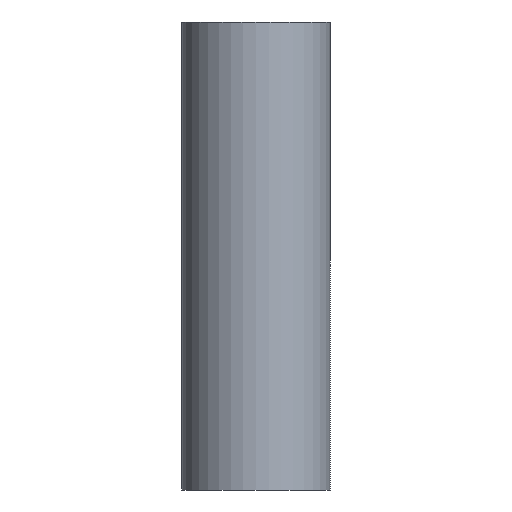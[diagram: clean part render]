
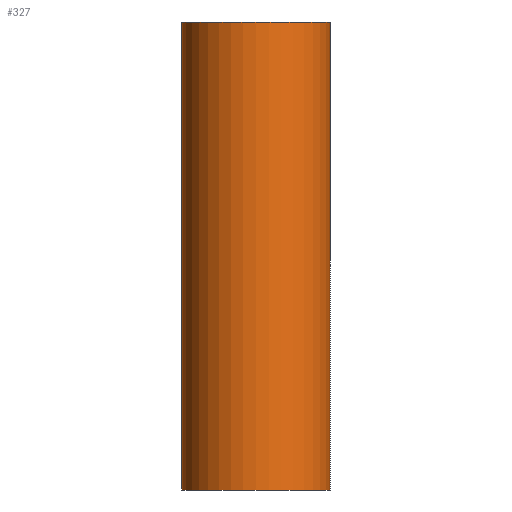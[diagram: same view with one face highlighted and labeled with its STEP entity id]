
A CAD part, left-side view. The second image highlights one B-rep face of the part: STEP entity #327.
In plain terms, the highlighted cylindrical face has radius 17.5 mm (diameter 35 mm), a full revolution.
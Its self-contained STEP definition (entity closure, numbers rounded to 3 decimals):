
#210=CARTESIAN_POINT('',(0.0,0.0,-110.0));
#211=DIRECTION('',(0.0,0.0,1.0));
#212=DIRECTION('',(-1.0,0.0,0.0));
#213=AXIS2_PLACEMENT_3D('',#210,#211,#212);
#214=CYLINDRICAL_SURFACE('',#213,17.5);
#215=CARTESIAN_POINT('',(17.5,0.,-110.0));
#216=VERTEX_POINT('',#215);
#217=CARTESIAN_POINT('',(0.0,0.0,-110.0));
#218=DIRECTION('',(0.0,0.0,-1.0));
#219=DIRECTION('',(-1.0,0.0,0.0));
#220=AXIS2_PLACEMENT_3D('',#217,#218,#219);
#221=CIRCLE('',#220,17.5);
#222=EDGE_CURVE('',#216,#216,#221,.T.);
#223=ORIENTED_EDGE('',*,*,#222,.F.);
#224=EDGE_LOOP('',(#223));
#225=FACE_OUTER_BOUND('',#224,.T.);
#226=CARTESIAN_POINT('',(0.,-17.5,0.));
#227=VERTEX_POINT('',#226);
#228=CARTESIAN_POINT('',(0.,17.5,0.));
#229=VERTEX_POINT('',#228);
#230=CARTESIAN_POINT('',(0.,-17.5,0.));
#231=CARTESIAN_POINT('',(0.,-17.5,-0.093));
#232=CARTESIAN_POINT('',(0.,-17.5,-0.186));
#233=CARTESIAN_POINT('',(0.,-17.5,-0.279));
#234=CARTESIAN_POINT('',(0.009,-17.5,-3.713));
#235=CARTESIAN_POINT('',(0.178,-17.502,-7.125));
#236=CARTESIAN_POINT('',(0.503,-17.493,-10.515));
#237=CARTESIAN_POINT('',(0.73,-17.486,-12.892));
#238=CARTESIAN_POINT('',(1.033,-17.474,-15.258));
#239=CARTESIAN_POINT('',(1.41,-17.443,-17.613));
#240=CARTESIAN_POINT('',(1.586,-17.429,-18.713));
#241=CARTESIAN_POINT('',(1.779,-17.411,-19.812));
#242=CARTESIAN_POINT('',(1.984,-17.387,-20.892));
#243=CARTESIAN_POINT('',(3.078,-17.262,-26.655));
#244=CARTESIAN_POINT('',(4.547,-16.991,-32.008));
#245=CARTESIAN_POINT('',(6.196,-16.366,-36.92));
#246=CARTESIAN_POINT('',(6.585,-16.219,-38.078));
#247=CARTESIAN_POINT('',(6.984,-16.052,-39.213));
#248=CARTESIAN_POINT('',(7.384,-15.866,-40.305));
#249=CARTESIAN_POINT('',(8.819,-15.198,-44.222));
#250=CARTESIAN_POINT('',(10.279,-14.278,-47.644));
#251=CARTESIAN_POINT('',(11.63,-13.076,-50.583));
#252=CARTESIAN_POINT('',(11.829,-12.9,-51.015));
#253=CARTESIAN_POINT('',(12.025,-12.717,-51.436));
#254=CARTESIAN_POINT('',(12.224,-12.523,-51.858));
#255=CARTESIAN_POINT('',(12.803,-11.957,-53.087));
#256=CARTESIAN_POINT('',(13.392,-11.305,-54.291));
#257=CARTESIAN_POINT('',(13.961,-10.551,-55.421));
#258=CARTESIAN_POINT('',(14.262,-10.153,-56.018));
#259=CARTESIAN_POINT('',(14.557,-9.727,-56.594));
#260=CARTESIAN_POINT('',(14.843,-9.271,-57.143));
#261=CARTESIAN_POINT('',(15.012,-9.,-57.469));
#262=CARTESIAN_POINT('',(15.173,-8.725,-57.778));
#263=CARTESIAN_POINT('',(15.328,-8.445,-58.069));
#264=CARTESIAN_POINT('',(15.838,-7.519,-59.036));
#265=CARTESIAN_POINT('',(16.263,-6.548,-59.819));
#266=CARTESIAN_POINT('',(16.598,-5.545,-60.428));
#267=CARTESIAN_POINT('',(16.768,-5.037,-60.738));
#268=CARTESIAN_POINT('',(16.914,-4.524,-61.001));
#269=CARTESIAN_POINT('',(17.04,-3.987,-61.227));
#270=CARTESIAN_POINT('',(17.218,-3.226,-61.547));
#271=CARTESIAN_POINT('',(17.351,-2.425,-61.784));
#272=CARTESIAN_POINT('',(17.428,-1.591,-61.92));
#273=CARTESIAN_POINT('',(17.475,-1.068,-62.005));
#274=CARTESIAN_POINT('',(17.5,-0.541,-62.048));
#275=CARTESIAN_POINT('',(17.5,-0.015,-62.048));
#276=CARTESIAN_POINT('',(17.5,0.521,-62.049));
#277=CARTESIAN_POINT('',(17.476,1.059,-62.006));
#278=CARTESIAN_POINT('',(17.428,1.59,-61.92));
#279=CARTESIAN_POINT('',(17.343,2.522,-61.769));
#280=CARTESIAN_POINT('',(17.186,3.413,-61.49));
#281=CARTESIAN_POINT('',(16.975,4.255,-61.11));
#282=CARTESIAN_POINT('',(16.861,4.708,-60.906));
#283=CARTESIAN_POINT('',(16.732,5.148,-60.672));
#284=CARTESIAN_POINT('',(16.585,5.585,-60.404));
#285=CARTESIAN_POINT('',(16.214,6.686,-59.729));
#286=CARTESIAN_POINT('',(15.733,7.75,-58.844));
#287=CARTESIAN_POINT('',(15.151,8.758,-57.734));
#288=CARTESIAN_POINT('',(14.633,9.653,-56.748));
#289=CARTESIAN_POINT('',(14.039,10.498,-55.591));
#290=CARTESIAN_POINT('',(13.381,11.278,-54.257));
#291=CARTESIAN_POINT('',(12.898,11.851,-53.278));
#292=CARTESIAN_POINT('',(12.381,12.39,-52.203));
#293=CARTESIAN_POINT('',(11.836,12.891,-51.028));
#294=CARTESIAN_POINT('',(11.416,13.276,-50.123));
#295=CARTESIAN_POINT('',(10.978,13.64,-49.155));
#296=CARTESIAN_POINT('',(10.537,13.972,-48.148));
#297=CARTESIAN_POINT('',(9.241,14.95,-45.186));
#298=CARTESIAN_POINT('',(7.903,15.675,-41.86));
#299=CARTESIAN_POINT('',(6.626,16.197,-38.18));
#300=CARTESIAN_POINT('',(5.937,16.479,-36.195));
#301=CARTESIAN_POINT('',(5.266,16.702,-34.107));
#302=CARTESIAN_POINT('',(4.63,16.876,-31.917));
#303=CARTESIAN_POINT('',(4.075,17.029,-30.002));
#304=CARTESIAN_POINT('',(3.545,17.144,-28.005));
#305=CARTESIAN_POINT('',(3.054,17.231,-25.921));
#306=CARTESIAN_POINT('',(1.955,17.426,-21.259));
#307=CARTESIAN_POINT('',(1.054,17.476,-16.177));
#308=CARTESIAN_POINT('',(0.522,17.492,-10.716));
#309=CARTESIAN_POINT('',(0.197,17.502,-7.375));
#310=CARTESIAN_POINT('',(0.01,17.5,-3.893));
#311=CARTESIAN_POINT('',(0.,17.5,-0.279));
#312=CARTESIAN_POINT('',(0.,17.5,-0.186));
#313=CARTESIAN_POINT('',(0.,17.5,-0.093));
#314=CARTESIAN_POINT('',(0.,17.5,0.));
#315=B_SPLINE_CURVE_WITH_KNOTS('',3,(#230,#231,#232,#233,#234,#235,#236,#237,#238,#239,#240,#241,#242,#243,#244,#245,#246,#247,#248,#249,#250,#251,#252,#253,#254,#255,#256,#257,#258,#259,#260,#261,#262,#263,#264,#265,#266,#267,#268,#269,#270,#271,#272,#273,#274,#275,#276,#277,#278,#279,#280,#281,#282,#283,#284,#285,#286,#287,#288,#289,#290,#291,#292,#293,#294,#295,#296,#297,#298,#299,#300,#301,#302,#303,#304,#305,#306,#307,#308,#309,#310,#311,#312,#313,#314),.UNSPECIFIED.,.F.,.U.,(4,3,3,3,3,3,3,3,3,3,3,3,3,3,3,3,3,3,3,3,3,3,3,3,3,3,3,3,4),(-25.502,-25.459,-23.867,-22.752,-22.231,-19.452,-18.797,-16.447,-16.102,-15.096,-14.564,-14.249,-13.206,-12.678,-11.928,-11.458,-10.98,-10.141,-9.689,-8.554,-7.544,-6.804,-6.233,-4.554,-3.648,-2.857,-1.084,0.0,0.028),.UNSPECIFIED.);
#316=EDGE_CURVE('',#227,#229,#315,.T.);
#317=ORIENTED_EDGE('',*,*,#316,.F.);
#318=CARTESIAN_POINT('',(0.0,0.0,0.0));
#319=DIRECTION('',(0.0,0.0,-1.0));
#320=DIRECTION('',(-1.0,0.0,0.0));
#321=AXIS2_PLACEMENT_3D('',#318,#319,#320);
#322=CIRCLE('',#321,17.5);
#323=EDGE_CURVE('',#227,#229,#322,.T.);
#324=ORIENTED_EDGE('',*,*,#323,.T.);
#325=EDGE_LOOP('',(#317,#324));
#326=FACE_BOUND('',#325,.T.);
#327=ADVANCED_FACE('',(#225,#326),#214,.T.);
